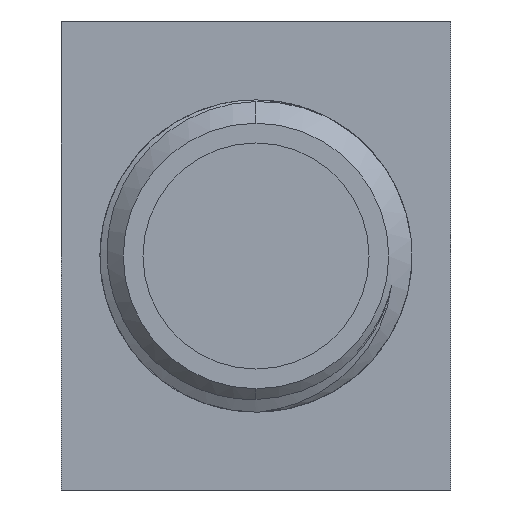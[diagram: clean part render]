
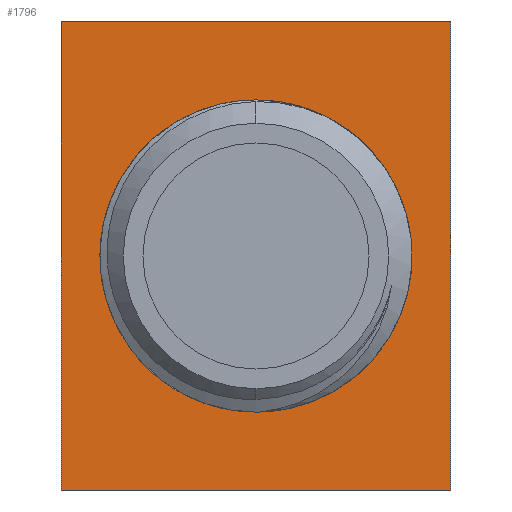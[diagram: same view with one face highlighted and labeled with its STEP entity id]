
A CAD part, left-side view. The second image highlights one B-rep face of the part: STEP entity #1796.
In plain terms, the highlighted planar face has unit normal (-1, 0, 0).
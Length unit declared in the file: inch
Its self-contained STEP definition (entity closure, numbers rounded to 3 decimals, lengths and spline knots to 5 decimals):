
#72 = CARTESIAN_POINT ( 'NONE',  ( 0.31024, -0.15591, 0.1874 ) ) ;
#85 = CARTESIAN_POINT ( 'NONE',  ( 0.31024, 0., -0.1874 ) ) ;
#95 = DIRECTION ( 'NONE',  ( 0., 0., 1. ) ) ;
#157 = VECTOR ( 'NONE', #95, 39.37008 ) ;
#161 = AXIS2_PLACEMENT_3D ( 'NONE', #1392, #2185, #1636 ) ;
#185 = EDGE_LOOP ( 'NONE', ( #1035, #1794 ) ) ;
#212 = EDGE_LOOP ( 'NONE', ( #1357, #1981, #1010, #1514 ) ) ;
#277 = CARTESIAN_POINT ( 'NONE',  ( 0.31024, 0., 0. ) ) ;
#327 = CARTESIAN_POINT ( 'NONE',  ( 0.31024, 0.15591, 0.1874 ) ) ;
#355 = EDGE_CURVE ( 'NONE', #824, #2194, #1836, .T. ) ;
#390 = EDGE_CURVE ( 'NONE', #1396, #824, #686, .T. ) ;
#481 = EDGE_CURVE ( 'NONE', #861, #1269, #1115, .T. ) ;
#489 = AXIS2_PLACEMENT_3D ( 'NONE', #1751, #712, #2109 ) ;
#575 = CARTESIAN_POINT ( 'NONE',  ( 0.31024, 0.15591, 0.1874 ) ) ;
#621 = VECTOR ( 'NONE', #2348, 39.37008 ) ;
#670 = VERTEX_POINT ( 'NONE', #327 ) ;
#686 = LINE ( 'NONE', #85, #2107 ) ;
#712 = DIRECTION ( 'NONE',  ( 1., 0., 0. ) ) ;
#731 = EDGE_CURVE ( 'NONE', #670, #1396, #2289, .T. ) ;
#824 = VERTEX_POINT ( 'NONE', #1965 ) ;
#861 = VERTEX_POINT ( 'NONE', #1925 ) ;
#899 = PLANE ( 'NONE',  #1410 ) ;
#1004 = EDGE_CURVE ( 'NONE', #1269, #861, #1815, .T. ) ;
#1010 = ORIENTED_EDGE ( 'NONE', *, *, #1581, .T. ) ;
#1035 = ORIENTED_EDGE ( 'NONE', *, *, #481, .T. ) ;
#1095 = FACE_OUTER_BOUND ( 'NONE', #212, .T. ) ;
#1115 = CIRCLE ( 'NONE', #489, 0.1063 ) ;
#1156 = CARTESIAN_POINT ( 'NONE',  ( 0.31024, 0.15591, 0.1874 ) ) ;
#1269 = VERTEX_POINT ( 'NONE', #2313 ) ;
#1357 = ORIENTED_EDGE ( 'NONE', *, *, #390, .T. ) ;
#1358 = DIRECTION ( 'NONE',  ( 0., 1., 0. ) ) ;
#1370 = LINE ( 'NONE', #1156, #1371 ) ;
#1371 = VECTOR ( 'NONE', #1358, 39.37008 ) ;
#1392 = CARTESIAN_POINT ( 'NONE',  ( 0.31024, 0., 0. ) ) ;
#1396 = VERTEX_POINT ( 'NONE', #2083 ) ;
#1410 = AXIS2_PLACEMENT_3D ( 'NONE', #277, #1684, #2475 ) ;
#1471 = DIRECTION ( 'NONE',  ( 0., -1., 0. ) ) ;
#1514 = ORIENTED_EDGE ( 'NONE', *, *, #731, .T. ) ;
#1581 = EDGE_CURVE ( 'NONE', #2194, #670, #1370, .T. ) ;
#1636 = DIRECTION ( 'NONE',  ( 0., 0., -1. ) ) ;
#1684 = DIRECTION ( 'NONE',  ( -1., 0., 0. ) ) ;
#1751 = CARTESIAN_POINT ( 'NONE',  ( 0.31024, 0., 0. ) ) ;
#1794 = ORIENTED_EDGE ( 'NONE', *, *, #1004, .T. ) ;
#1796 = ADVANCED_FACE ( 'NONE', ( #2076, #1095 ), #899, .T. ) ;
#1809 = CARTESIAN_POINT ( 'NONE',  ( 0.31024, -0.15591, 0.1874 ) ) ;
#1815 = CIRCLE ( 'NONE', #161, 0.1063 ) ;
#1836 = LINE ( 'NONE', #72, #157 ) ;
#1925 = CARTESIAN_POINT ( 'NONE',  ( 0.31024, 0., 0.1063 ) ) ;
#1965 = CARTESIAN_POINT ( 'NONE',  ( 0.31024, -0.15591, -0.1874 ) ) ;
#1981 = ORIENTED_EDGE ( 'NONE', *, *, #355, .T. ) ;
#2076 = FACE_BOUND ( 'NONE', #185, .T. ) ;
#2083 = CARTESIAN_POINT ( 'NONE',  ( 0.31024, 0.15591, -0.1874 ) ) ;
#2107 = VECTOR ( 'NONE', #1471, 39.37008 ) ;
#2109 = DIRECTION ( 'NONE',  ( 0., 0., -1. ) ) ;
#2185 = DIRECTION ( 'NONE',  ( 1., 0., 0. ) ) ;
#2194 = VERTEX_POINT ( 'NONE', #1809 ) ;
#2289 = LINE ( 'NONE', #575, #621 ) ;
#2313 = CARTESIAN_POINT ( 'NONE',  ( 0.31024, 0., -0.1063 ) ) ;
#2348 = DIRECTION ( 'NONE',  ( 0., 0., -1. ) ) ;
#2475 = DIRECTION ( 'NONE',  ( 0., 0., 1. ) ) ;
